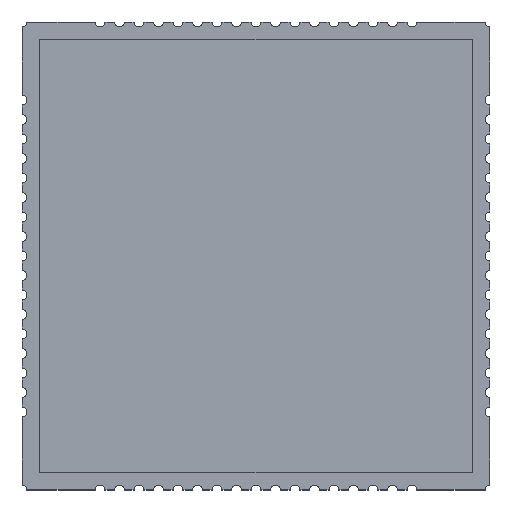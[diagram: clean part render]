
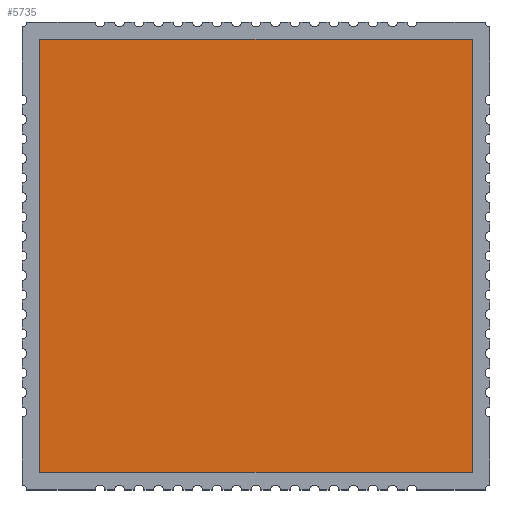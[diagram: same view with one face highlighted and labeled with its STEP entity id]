
A CAD part, top view. The second image highlights one B-rep face of the part: STEP entity #5735.
In plain terms, the highlighted planar face has unit normal (0, 0, 1).
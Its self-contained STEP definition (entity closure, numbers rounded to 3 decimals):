
#2246=DIRECTION('',(0.,-1.,0.));
#2247=VECTOR('',#2246,22.2);
#2248=CARTESIAN_POINT('',(-11.1,11.1,2.6));
#2249=LINE('',#2248,#2247);
#2250=DIRECTION('',(-1.,0.,0.));
#2251=VECTOR('',#2250,22.2);
#2252=CARTESIAN_POINT('',(11.1,11.1,2.6));
#2253=LINE('',#2252,#2251);
#2254=DIRECTION('',(0.,1.,0.));
#2255=VECTOR('',#2254,22.2);
#2256=CARTESIAN_POINT('',(11.1,-11.1,2.6));
#2257=LINE('',#2256,#2255);
#2258=DIRECTION('',(1.,0.,0.));
#2259=VECTOR('',#2258,22.2);
#2260=CARTESIAN_POINT('',(-11.1,-11.1,2.6));
#2261=LINE('',#2260,#2259);
#2974=CARTESIAN_POINT('',(-11.1,11.1,2.6));
#2975=CARTESIAN_POINT('',(-11.1,-11.1,2.6));
#2976=VERTEX_POINT('',#2974);
#2977=VERTEX_POINT('',#2975);
#2978=CARTESIAN_POINT('',(11.1,-11.1,2.6));
#2979=VERTEX_POINT('',#2978);
#2980=CARTESIAN_POINT('',(11.1,11.1,2.6));
#2981=VERTEX_POINT('',#2980);
#5724=CARTESIAN_POINT('',(0.,0.,2.6));
#5725=DIRECTION('',(0.,0.,1.));
#5726=DIRECTION('',(1.,0.,0.));
#5727=AXIS2_PLACEMENT_3D('',#5724,#5725,#5726);
#5728=PLANE('',#5727);
#5729=ORIENTED_EDGE('',*,*,#5676,.F.);
#5730=ORIENTED_EDGE('',*,*,#5691,.F.);
#5731=ORIENTED_EDGE('',*,*,#5705,.F.);
#5732=ORIENTED_EDGE('',*,*,#5718,.F.);
#5733=EDGE_LOOP('',(#5729,#5730,#5731,#5732));
#5734=FACE_OUTER_BOUND('',#5733,.F.);
#5735=ADVANCED_FACE('',(#5734),#5728,.T.);
#5676=EDGE_CURVE('',#2976,#2977,#2249,.T.);
#5691=EDGE_CURVE('',#2981,#2976,#2253,.T.);
#5705=EDGE_CURVE('',#2979,#2981,#2257,.T.);
#5718=EDGE_CURVE('',#2977,#2979,#2261,.T.);
